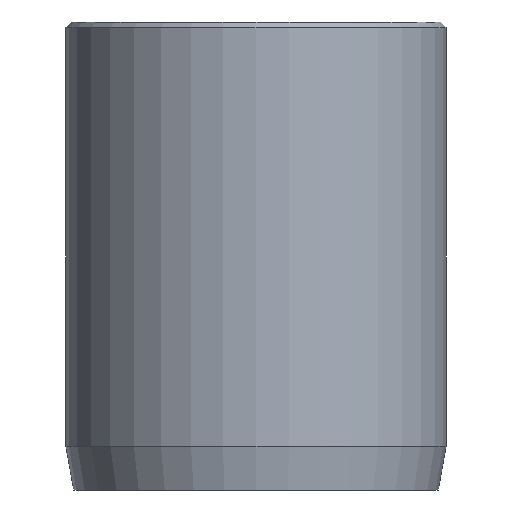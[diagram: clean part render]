
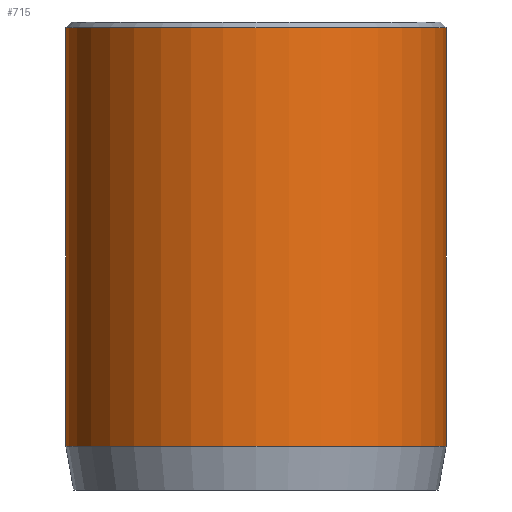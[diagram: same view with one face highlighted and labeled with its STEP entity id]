
A CAD part, front view. The second image highlights one B-rep face of the part: STEP entity #715.
In plain terms, the highlighted cylindrical face has radius 6.5 mm (diameter 13 mm), a partial arc.
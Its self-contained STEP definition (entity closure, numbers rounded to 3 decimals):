
#19 = CARTESIAN_POINT ( 'NONE',  ( -6.5, 0., 1.5 ) ) ;
#54 = DIRECTION ( 'NONE',  ( 0., 0., -1. ) ) ;
#76 = CARTESIAN_POINT ( 'NONE',  ( 6.5, 0., 1.5 ) ) ;
#86 = DIRECTION ( 'NONE',  ( 1., 0., 0. ) ) ;
#92 = DIRECTION ( 'NONE',  ( 0., 0., -1. ) ) ;
#99 = CARTESIAN_POINT ( 'NONE',  ( 0., 0., 15.8 ) ) ;
#126 = ORIENTED_EDGE ( 'NONE', *, *, #173, .T. ) ;
#128 = CARTESIAN_POINT ( 'NONE',  ( 6.5, 0., 16. ) ) ;
#172 = CARTESIAN_POINT ( 'NONE',  ( 0., 0., 1.5 ) ) ;
#173 = EDGE_CURVE ( 'NONE', #913, #1115, #754, .T. ) ;
#183 = VECTOR ( 'NONE', #904, 1000. ) ;
#217 = ORIENTED_EDGE ( 'NONE', *, *, #429, .T. ) ;
#248 = ORIENTED_EDGE ( 'NONE', *, *, #746, .T. ) ;
#276 = VECTOR ( 'NONE', #54, 1000. ) ;
#284 = DIRECTION ( 'NONE',  ( 1., 0., 0. ) ) ;
#323 = EDGE_LOOP ( 'NONE', ( #338, #217, #126, #248 ) ) ;
#338 = ORIENTED_EDGE ( 'NONE', *, *, #1152, .F. ) ;
#380 = CARTESIAN_POINT ( 'NONE',  ( 6.5, 0., 15.8 ) ) ;
#422 = AXIS2_PLACEMENT_3D ( 'NONE', #99, #92, #86 ) ;
#429 = EDGE_CURVE ( 'NONE', #515, #913, #1236, .T. ) ;
#515 = VERTEX_POINT ( 'NONE', #380 ) ;
#522 = VERTEX_POINT ( 'NONE', #76 ) ;
#647 = LINE ( 'NONE', #128, #183 ) ;
#715 = ADVANCED_FACE ( 'NONE', ( #835 ), #783, .T. ) ;
#746 = EDGE_CURVE ( 'NONE', #1115, #522, #1024, .T. ) ;
#748 = AXIS2_PLACEMENT_3D ( 'NONE', #752, #1029, #843 ) ;
#751 = CARTESIAN_POINT ( 'NONE',  ( -6.5, 0., 16. ) ) ;
#752 = CARTESIAN_POINT ( 'NONE',  ( 0., 0., 16. ) ) ;
#754 = LINE ( 'NONE', #751, #276 ) ;
#783 = CYLINDRICAL_SURFACE ( 'NONE', #748, 6.5 ) ;
#835 = FACE_OUTER_BOUND ( 'NONE', #323, .T. ) ;
#843 = DIRECTION ( 'NONE',  ( -1., 0., 0. ) ) ;
#850 = DIRECTION ( 'NONE',  ( 0., 0., 1. ) ) ;
#864 = AXIS2_PLACEMENT_3D ( 'NONE', #172, #850, #284 ) ;
#904 = DIRECTION ( 'NONE',  ( 0., 0., -1. ) ) ;
#913 = VERTEX_POINT ( 'NONE', #1224 ) ;
#1024 = CIRCLE ( 'NONE', #864, 6.5 ) ;
#1029 = DIRECTION ( 'NONE',  ( 0., 0., -1. ) ) ;
#1115 = VERTEX_POINT ( 'NONE', #19 ) ;
#1152 = EDGE_CURVE ( 'NONE', #515, #522, #647, .T. ) ;
#1224 = CARTESIAN_POINT ( 'NONE',  ( -6.5, 0., 15.8 ) ) ;
#1236 = CIRCLE ( 'NONE', #422, 6.5 ) ;
